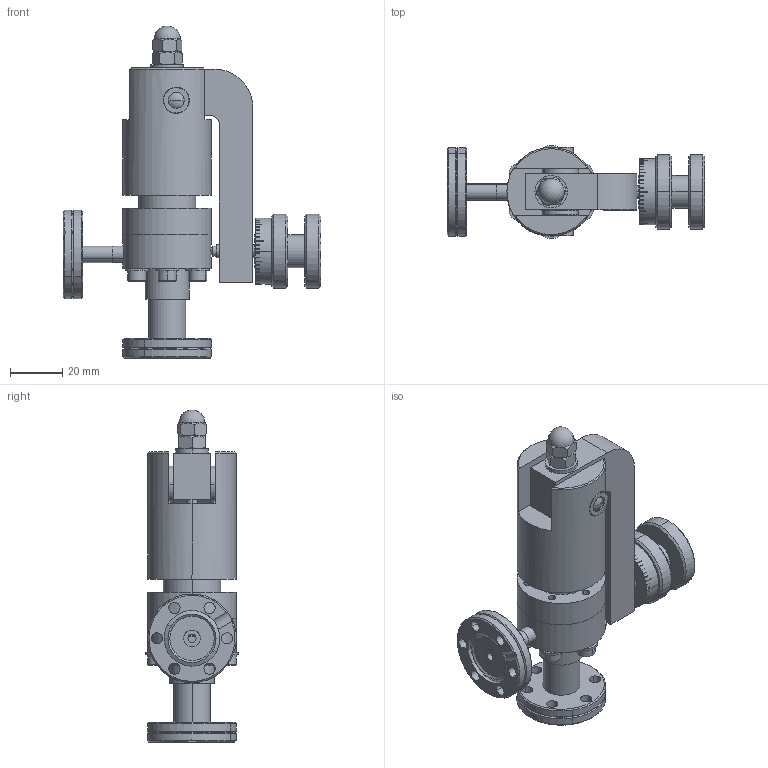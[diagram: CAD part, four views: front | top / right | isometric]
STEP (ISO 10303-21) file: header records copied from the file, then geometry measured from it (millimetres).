
FILE_DESCRIPTION((''),'2;1');
FILE_NAME('ZLVM940R_ASM','2011-08-23T',('enver.celik'),(''),'PRO/ENGINEER BY PARAMETRIC TECHNOLOGY CORPORATION, 2010140','PRO/ENGINEER BY PARAMETRIC TECHNOLOGY CORPORATION, 2010140','');
FILE_SCHEMA(('CONFIG_CONTROL_DESIGN'));
Length unit declared in the file: millimetre
Products named in the file (55): ZLVM9401_NONE; ZLVM9402_NONE; ZLVM9403_NONE; ZLVM9404_NONE; ZLVM9405_NONE; ZLVM9406_NONE; ZLVM9407_NONE; ZLVM9408_NONE; ZLVM9409_NONE; ZLVM94010_NONE; ZLVM94011_NONE; ZLVM94012_NONE; ZLVM94013_NONE; ZLVM94014_NONE; ZLVM94015_NONE; ZLVM94016_NONE; ZLVM94017_NONE; ZLVM94018_NONE; ZLVM94019_NONE; ZLVM94020_NONE; ZLVM94021_NONE; ZLVM94022_NONE; ZLVM94023_NONE; ZLVM94024_NONE; ZLVM94025_NONE; ZLVM94026_NONE; ZLVM94027_NONE; ZLVM94028_NONE; ZLVM94029_NONE; ZLVM94030_NONE; ZLVM94031_NONE; ZLVM94032_NONE; ZLVM94033_NONE; ZLVM94034_NONE; ZLVM94035_NONE; ZLVM94036_NONE; ZLVM94037_NONE; ZLVM94038_NONE; ZLVM94039_NONE; ZLVM94040_NONE ...
Assembly tree (54 placements, depth 3):
  ZLVM940R_ASM
    ZLVM940_NONE_ASM
      ZLVM9401_NONE
      ZLVM9402_NONE
      ZLVM9403_NONE
      ZLVM9404_NONE
      ZLVM9405_NONE
      ZLVM9406_NONE
      ZLVM9407_NONE
      ZLVM9408_NONE
      ZLVM9409_NONE
      ZLVM94010_NONE
      ZLVM94011_NONE
      ZLVM94012_NONE
      ZLVM94013_NONE
      ZLVM94014_NONE
      ZLVM94015_NONE
      ZLVM94016_NONE
      ZLVM94017_NONE
      ZLVM94018_NONE
      ZLVM94019_NONE
      ZLVM94020_NONE
      ZLVM94021_NONE
      ZLVM94022_NONE
      ZLVM94023_NONE
      ZLVM94024_NONE
      ZLVM94025_NONE
      ZLVM94026_NONE
      ZLVM94027_NONE
      ZLVM94028_NONE
      ZLVM94029_NONE
      ZLVM94030_NONE
      ZLVM94031_NONE
      ZLVM94032_NONE
      ZLVM94033_NONE
      ZLVM94034_NONE
      ZLVM94035_NONE
      ZLVM94036_NONE
      ZLVM94037_NONE
      ZLVM94038_NONE
      ZLVM94039_NONE
      ZLVM94040_NONE
      ZLVM94041_NONE
      ZLVM94042_NONE
      ZLVM94043_NONE
      ZLVM94044_NONE
      ZLVM94045_NONE
      ZLVM94046_NONE
      ZLVM94047_NONE
      ZLVM94048_NONE
      ZLVM94049_NONE
      ZLVM94050_NONE
      ZLVM94051_NONE
      ZLVM94052_NONE
      ZLVM94053_NONE
Bounding box: 99.1 x 36 x 127.66 mm (x, y, z)
Volume: 100791.3 mm3; surface area: 56509.8 mm2
Topology: 53 solids, 54 shells, 1035 faces, 2425 edges, 1464 vertices
Faces by surface type: plane 383, cone 276, cylinder 262, torus 86, sphere 18, bspline 6, revolution 4
Entity records: 32122 total; most frequent: CARTESIAN_POINT 6507, DIRECTION 5787, ORIENTED_EDGE 4754, EDGE_CURVE 2381, AXIS2_PLACEMENT_3D 2327, VERTEX_POINT 1464, EDGE_LOOP 1186, CIRCLE 1138
